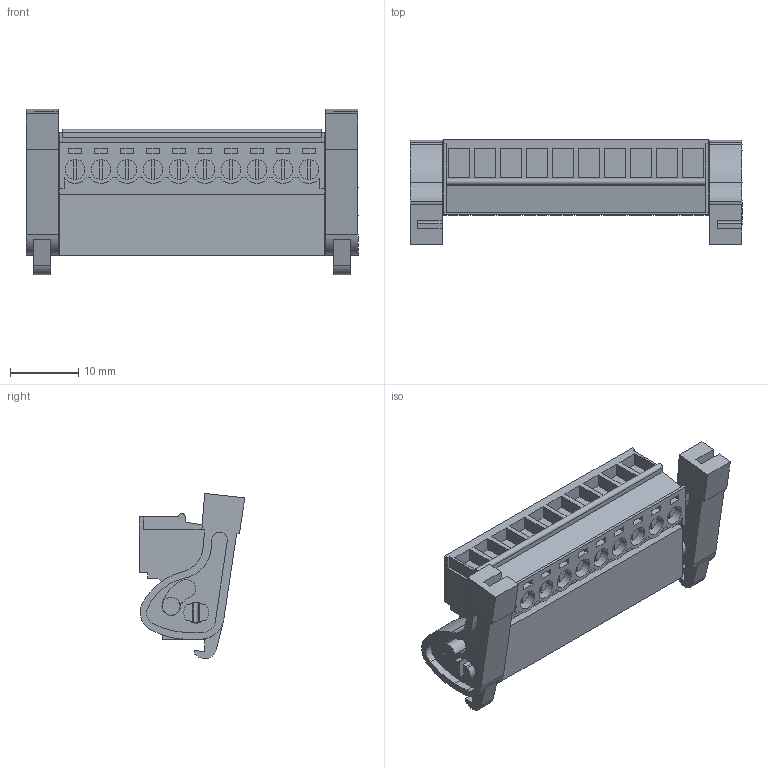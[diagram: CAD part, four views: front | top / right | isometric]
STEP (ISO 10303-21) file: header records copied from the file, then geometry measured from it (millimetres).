
FILE_DESCRIPTION(('CATIA V5 STEP Exchange','CAx-IF Rec.Pracs.--- Model Styling and Organization---1.2---2011-12-15'),'2;1');
FILE_NAME ('D1462282_0', '2018-05-08T10:16:13+00:00', ('none'), ('Weidmueller'), 'CATIA Version 5-6 Release 2014', 'CATIA V5 STEP AP214', 'none');
FILE_SCHEMA(('AUTOMOTIVE_DESIGN { 1 0 10303 214 1 1 1 1 }'));
Length unit declared in the file: millimetre
Products named in the file (1): 2444150000
Bounding box: 48.69 x 15.48 x 24.25 mm (x, y, z)
Volume: 5525.2 mm3; surface area: 7435.2 mm2
Topology: 23 solids, 23 shells, 779 faces, 2035 edges, 1360 vertices
Faces by surface type: plane 618, cylinder 161
Entity records: 21715 total; most frequent: CARTESIAN_POINT 4152, ORIENTED_EDGE 4070, DIRECTION 2742, EDGE_CURVE 2035, VECTOR 1589, LINE 1589, VERTEX_POINT 1360, EDGE_LOOP 845
